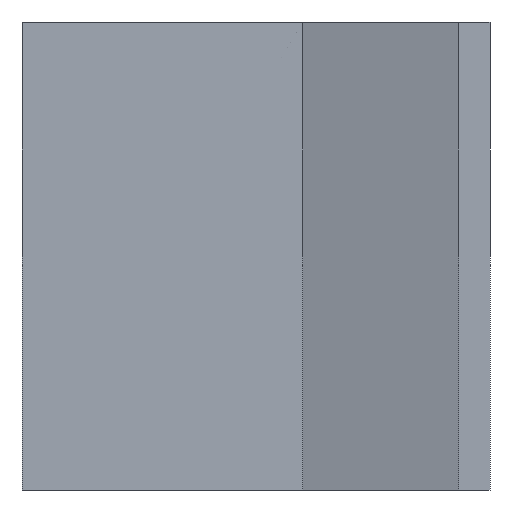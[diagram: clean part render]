
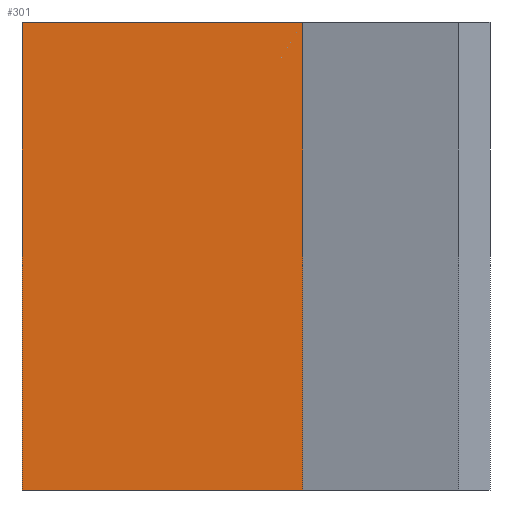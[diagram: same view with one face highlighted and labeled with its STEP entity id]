
A CAD part, left-side view. The second image highlights one B-rep face of the part: STEP entity #301.
In plain terms, the highlighted planar face has unit normal (-1, 0, 0).
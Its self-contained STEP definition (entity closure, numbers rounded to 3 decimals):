
#21=FACE_OUTER_BOUND('',#37,.T.);
#37=EDGE_LOOP('',(#222,#223,#224,#225));
#58=LINE('',#449,#96);
#70=LINE('',#476,#108);
#71=LINE('',#479,#109);
#72=LINE('',#480,#110);
#96=VECTOR('',#365,10.);
#108=VECTOR('',#385,10.);
#109=VECTOR('',#388,10.);
#110=VECTOR('',#389,10.);
#134=VERTEX_POINT('',#446);
#135=VERTEX_POINT('',#448);
#146=VERTEX_POINT('',#474);
#147=VERTEX_POINT('',#478);
#162=EDGE_CURVE('',#135,#134,#58,.T.);
#176=EDGE_CURVE('',#146,#134,#70,.T.);
#177=EDGE_CURVE('',#146,#147,#71,.T.);
#178=EDGE_CURVE('',#147,#135,#72,.T.);
#222=ORIENTED_EDGE('',*,*,#177,.T.);
#223=ORIENTED_EDGE('',*,*,#178,.T.);
#224=ORIENTED_EDGE('',*,*,#162,.T.);
#225=ORIENTED_EDGE('',*,*,#176,.F.);
#287=PLANE('',#342);
#301=ADVANCED_FACE('',(#21),#287,.T.);
#342=AXIS2_PLACEMENT_3D('',#477,#386,#387);
#365=DIRECTION('',(0.,-1.,0.));
#385=DIRECTION('',(0.,0.,-1.));
#386=DIRECTION('center_axis',(-1.,0.,0.));
#387=DIRECTION('ref_axis',(0.,0.,1.));
#388=DIRECTION('',(0.,1.,0.));
#389=DIRECTION('',(0.,0.,-1.));
#446=CARTESIAN_POINT('',(-17.,6.,-7.5));
#448=CARTESIAN_POINT('',(-17.,15.,-7.5));
#449=CARTESIAN_POINT('',(-17.,6.,-7.5));
#474=CARTESIAN_POINT('',(-17.,6.,7.5));
#476=CARTESIAN_POINT('',(-17.,6.,0.));
#477=CARTESIAN_POINT('Origin',(-17.,6.,0.));
#478=CARTESIAN_POINT('',(-17.,15.,7.5));
#479=CARTESIAN_POINT('',(-17.,6.,7.5));
#480=CARTESIAN_POINT('',(-17.,15.,0.));
